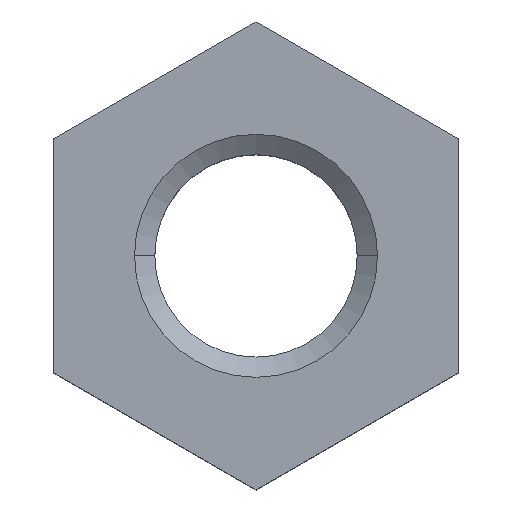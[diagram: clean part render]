
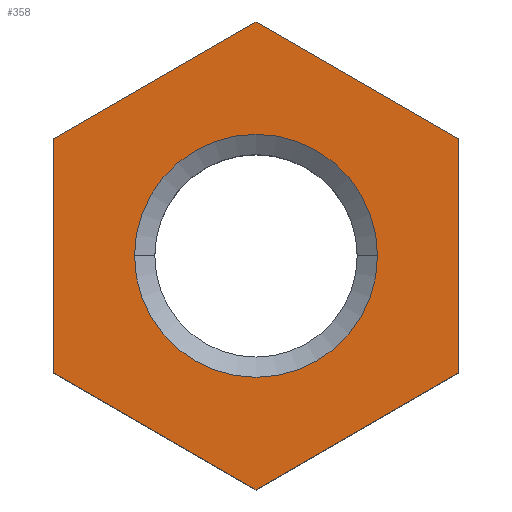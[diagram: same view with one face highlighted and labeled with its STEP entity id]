
A CAD part, top view. The second image highlights one B-rep face of the part: STEP entity #358.
In plain terms, the highlighted planar face has unit normal (0, 0, 1).
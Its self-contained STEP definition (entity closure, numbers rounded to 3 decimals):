
#17 = VECTOR ( 'NONE', #250, 1000. ) ;
#20 = LINE ( 'NONE', #506, #17 ) ;
#26 = VECTOR ( 'NONE', #209, 1000. ) ;
#28 = CIRCLE ( 'NONE', #155, 3. ) ;
#31 = LINE ( 'NONE', #327, #26 ) ;
#33 = EDGE_CURVE ( 'NONE', #414, #432, #292, .T. ) ;
#34 = CIRCLE ( 'NONE', #371, 3. ) ;
#40 = VERTEX_POINT ( 'NONE', #386 ) ;
#51 = ORIENTED_EDGE ( 'NONE', *, *, #485, .T. ) ;
#56 = EDGE_LOOP ( 'NONE', ( #116, #170 ) ) ;
#60 = ORIENTED_EDGE ( 'NONE', *, *, #142, .T. ) ;
#67 = VERTEX_POINT ( 'NONE', #319 ) ;
#78 = VECTOR ( 'NONE', #318, 1000. ) ;
#95 = VERTEX_POINT ( 'NONE', #513 ) ;
#104 = VERTEX_POINT ( 'NONE', #463 ) ;
#109 = VERTEX_POINT ( 'NONE', #198 ) ;
#116 = ORIENTED_EDGE ( 'NONE', *, *, #154, .F. ) ;
#137 = DIRECTION ( 'NONE',  ( 1., 0., 0. ) ) ;
#142 = EDGE_CURVE ( 'NONE', #95, #414, #31, .T. ) ;
#148 = FACE_OUTER_BOUND ( 'NONE', #349, .T. ) ;
#154 = EDGE_CURVE ( 'NONE', #109, #193, #28, .T. ) ;
#155 = AXIS2_PLACEMENT_3D ( 'NONE', #299, #229, #137 ) ;
#156 = CARTESIAN_POINT ( 'NONE',  ( -3., 0., 0. ) ) ;
#161 = DIRECTION ( 'NONE',  ( 1., 0., 0. ) ) ;
#162 = ORIENTED_EDGE ( 'NONE', *, *, #246, .T. ) ;
#164 = DIRECTION ( 'NONE',  ( 0., 0., 1. ) ) ;
#165 = EDGE_CURVE ( 'NONE', #193, #109, #34, .T. ) ;
#170 = ORIENTED_EDGE ( 'NONE', *, *, #165, .F. ) ;
#184 = ORIENTED_EDGE ( 'NONE', *, *, #33, .T. ) ;
#193 = VERTEX_POINT ( 'NONE', #156 ) ;
#198 = CARTESIAN_POINT ( 'NONE',  ( 3., 0., 0. ) ) ;
#205 = ORIENTED_EDGE ( 'NONE', *, *, #298, .T. ) ;
#209 = DIRECTION ( 'NONE',  ( 0.866, -0.5, 0. ) ) ;
#211 = CARTESIAN_POINT ( 'NONE',  ( 5., -2.887, 0. ) ) ;
#213 = CARTESIAN_POINT ( 'NONE',  ( 0., -5.774, 0. ) ) ;
#229 = DIRECTION ( 'NONE',  ( 0., 0., 1. ) ) ;
#232 = PLANE ( 'NONE',  #331 ) ;
#246 = EDGE_CURVE ( 'NONE', #40, #95, #20, .T. ) ;
#248 = CARTESIAN_POINT ( 'NONE',  ( 0., 5.774, 0. ) ) ;
#250 = DIRECTION ( 'NONE',  ( 0., -1., 0. ) ) ;
#292 = LINE ( 'NONE', #343, #78 ) ;
#298 = EDGE_CURVE ( 'NONE', #67, #40, #454, .T. ) ;
#299 = CARTESIAN_POINT ( 'NONE',  ( 0., 0., 0. ) ) ;
#304 = ORIENTED_EDGE ( 'NONE', *, *, #437, .F. ) ;
#318 = DIRECTION ( 'NONE',  ( 0.866, 0.5, 0. ) ) ;
#319 = CARTESIAN_POINT ( 'NONE',  ( 0., 5.774, 0. ) ) ;
#327 = CARTESIAN_POINT ( 'NONE',  ( -5., -2.887, 0. ) ) ;
#331 = AXIS2_PLACEMENT_3D ( 'NONE', #357, #356, #458 ) ;
#343 = CARTESIAN_POINT ( 'NONE',  ( 0., -5.774, 0. ) ) ;
#347 = DIRECTION ( 'NONE',  ( -0.866, 0.5, 0. ) ) ;
#349 = EDGE_LOOP ( 'NONE', ( #205, #162, #60, #184, #304, #51 ) ) ;
#356 = DIRECTION ( 'NONE',  ( 0., 0., 1. ) ) ;
#357 = CARTESIAN_POINT ( 'NONE',  ( -10., 0., 0. ) ) ;
#358 = ADVANCED_FACE ( 'NONE', ( #148, #500 ), #232, .T. ) ;
#365 = VECTOR ( 'NONE', #347, 1000. ) ;
#368 = LINE ( 'NONE', #504, #365 ) ;
#371 = AXIS2_PLACEMENT_3D ( 'NONE', #522, #164, #161 ) ;
#386 = CARTESIAN_POINT ( 'NONE',  ( -5., 2.887, 0. ) ) ;
#399 = LINE ( 'NONE', #426, #401 ) ;
#401 = VECTOR ( 'NONE', #461, 1000. ) ;
#414 = VERTEX_POINT ( 'NONE', #213 ) ;
#426 = CARTESIAN_POINT ( 'NONE',  ( 5., 2.887, 0. ) ) ;
#432 = VERTEX_POINT ( 'NONE', #211 ) ;
#437 = EDGE_CURVE ( 'NONE', #104, #432, #399, .T. ) ;
#440 = DIRECTION ( 'NONE',  ( -0.866, -0.5, 0. ) ) ;
#454 = LINE ( 'NONE', #248, #474 ) ;
#458 = DIRECTION ( 'NONE',  ( 1., 0., 0. ) ) ;
#461 = DIRECTION ( 'NONE',  ( 0., -1., 0. ) ) ;
#463 = CARTESIAN_POINT ( 'NONE',  ( 5., 2.887, 0. ) ) ;
#474 = VECTOR ( 'NONE', #440, 1000. ) ;
#485 = EDGE_CURVE ( 'NONE', #104, #67, #368, .T. ) ;
#500 = FACE_BOUND ( 'NONE', #56, .T. ) ;
#504 = CARTESIAN_POINT ( 'NONE',  ( 5., 2.887, 0. ) ) ;
#506 = CARTESIAN_POINT ( 'NONE',  ( -5., 2.887, 0. ) ) ;
#513 = CARTESIAN_POINT ( 'NONE',  ( -5., -2.887, 0. ) ) ;
#522 = CARTESIAN_POINT ( 'NONE',  ( 0., 0., 0. ) ) ;
